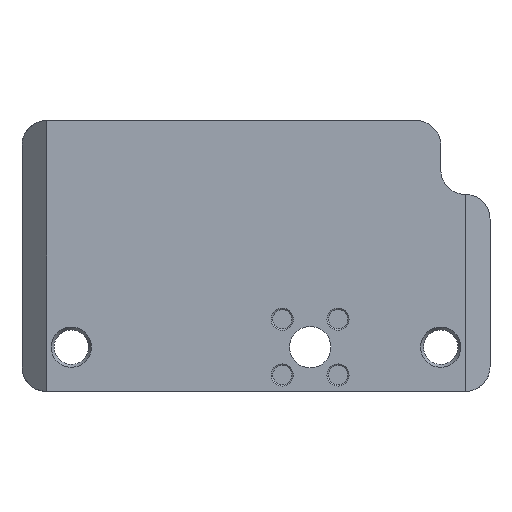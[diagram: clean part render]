
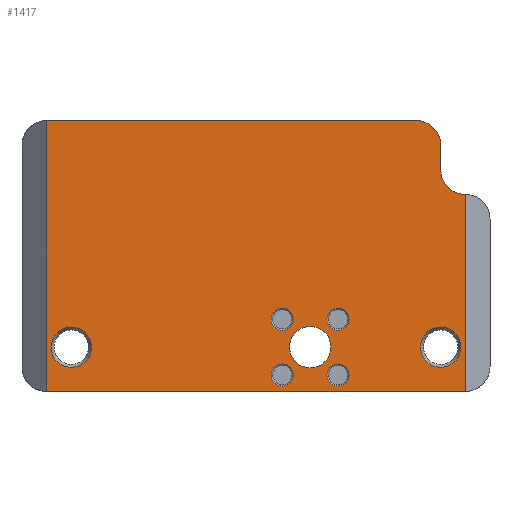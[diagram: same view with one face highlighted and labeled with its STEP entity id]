
A CAD part, front view. The second image highlights one B-rep face of the part: STEP entity #1417.
In plain terms, the highlighted planar face has unit normal (0, -1, 0).
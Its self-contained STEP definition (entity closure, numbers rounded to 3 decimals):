
#24=FACE_BOUND('',#228,.T.);
#25=FACE_BOUND('',#229,.T.);
#26=FACE_BOUND('',#230,.T.);
#27=FACE_BOUND('',#231,.T.);
#28=FACE_BOUND('',#232,.T.);
#29=FACE_BOUND('',#233,.T.);
#30=FACE_BOUND('',#234,.T.);
#65=PLANE('',#1547);
#140=FACE_OUTER_BOUND('',#227,.T.);
#227=EDGE_LOOP('',(#1054,#1055,#1056,#1057,#1058,#1059,#1060));
#228=EDGE_LOOP('',(#1061));
#229=EDGE_LOOP('',(#1062));
#230=EDGE_LOOP('',(#1063));
#231=EDGE_LOOP('',(#1064));
#232=EDGE_LOOP('',(#1065));
#233=EDGE_LOOP('',(#1066));
#234=EDGE_LOOP('',(#1067));
#318=LINE('',#2137,#438);
#323=LINE('',#2167,#443);
#337=LINE('',#2211,#457);
#342=LINE('',#2304,#462);
#343=LINE('',#2305,#463);
#438=VECTOR('',#1695,10.);
#443=VECTOR('',#1710,10.);
#457=VECTOR('',#1748,10.);
#462=VECTOR('',#1783,10.);
#463=VECTOR('',#1784,10.);
#556=CIRCLE('',#1514,5.);
#559=CIRCLE('',#1524,5.);
#572=CIRCLE('',#1548,4.077);
#573=CIRCLE('',#1549,4.077);
#574=CIRCLE('',#1550,4.2);
#575=CIRCLE('',#1551,2.25);
#576=CIRCLE('',#1552,2.25);
#577=CIRCLE('',#1553,2.25);
#578=CIRCLE('',#1554,2.25);
#629=VERTEX_POINT('',#2127);
#630=VERTEX_POINT('',#2129);
#632=VERTEX_POINT('',#2135);
#638=VERTEX_POINT('',#2166);
#640=VERTEX_POINT('',#2172);
#652=VERTEX_POINT('',#2199);
#656=VERTEX_POINT('',#2209);
#670=VERTEX_POINT('',#2306);
#671=VERTEX_POINT('',#2308);
#672=VERTEX_POINT('',#2310);
#673=VERTEX_POINT('',#2312);
#674=VERTEX_POINT('',#2314);
#675=VERTEX_POINT('',#2316);
#676=VERTEX_POINT('',#2318);
#764=EDGE_CURVE('',#629,#630,#556,.T.);
#768=EDGE_CURVE('',#629,#632,#318,.T.);
#776=EDGE_CURVE('',#630,#638,#323,.T.);
#780=EDGE_CURVE('',#640,#632,#559,.T.);
#798=EDGE_CURVE('',#656,#652,#337,.T.);
#817=EDGE_CURVE('',#652,#640,#342,.T.);
#818=EDGE_CURVE('',#638,#656,#343,.T.);
#819=EDGE_CURVE('',#670,#670,#572,.T.);
#820=EDGE_CURVE('',#671,#671,#573,.T.);
#821=EDGE_CURVE('',#672,#672,#574,.T.);
#822=EDGE_CURVE('',#673,#673,#575,.T.);
#823=EDGE_CURVE('',#674,#674,#576,.T.);
#824=EDGE_CURVE('',#675,#675,#577,.T.);
#825=EDGE_CURVE('',#676,#676,#578,.T.);
#1054=ORIENTED_EDGE('',*,*,#780,.F.);
#1055=ORIENTED_EDGE('',*,*,#817,.F.);
#1056=ORIENTED_EDGE('',*,*,#798,.F.);
#1057=ORIENTED_EDGE('',*,*,#818,.F.);
#1058=ORIENTED_EDGE('',*,*,#776,.F.);
#1059=ORIENTED_EDGE('',*,*,#764,.F.);
#1060=ORIENTED_EDGE('',*,*,#768,.T.);
#1061=ORIENTED_EDGE('',*,*,#819,.F.);
#1062=ORIENTED_EDGE('',*,*,#820,.F.);
#1063=ORIENTED_EDGE('',*,*,#821,.T.);
#1064=ORIENTED_EDGE('',*,*,#822,.T.);
#1065=ORIENTED_EDGE('',*,*,#823,.T.);
#1066=ORIENTED_EDGE('',*,*,#824,.T.);
#1067=ORIENTED_EDGE('',*,*,#825,.T.);
#1417=ADVANCED_FACE('',(#140,#24,#25,#26,#27,#28,#29,#30),#65,.T.);
#1514=AXIS2_PLACEMENT_3D('',#2130,#1688,#1689);
#1524=AXIS2_PLACEMENT_3D('',#2174,#1718,#1719);
#1547=AXIS2_PLACEMENT_3D('',#2303,#1781,#1782);
#1548=AXIS2_PLACEMENT_3D('',#2307,#1785,#1786);
#1549=AXIS2_PLACEMENT_3D('',#2309,#1787,#1788);
#1550=AXIS2_PLACEMENT_3D('',#2311,#1789,#1790);
#1551=AXIS2_PLACEMENT_3D('',#2313,#1791,#1792);
#1552=AXIS2_PLACEMENT_3D('',#2315,#1793,#1794);
#1553=AXIS2_PLACEMENT_3D('',#2317,#1795,#1796);
#1554=AXIS2_PLACEMENT_3D('',#2319,#1797,#1798);
#1688=DIRECTION('center_axis',(0.,-1.,0.));
#1689=DIRECTION('ref_axis',(-0.707,0.,-0.707));
#1695=DIRECTION('',(0.,0.,1.));
#1710=DIRECTION('',(0.,0.,-1.));
#1718=DIRECTION('center_axis',(0.,1.,0.));
#1719=DIRECTION('ref_axis',(0.707,0.,0.707));
#1748=DIRECTION('',(0.,0.,1.));
#1781=DIRECTION('center_axis',(0.,-1.,0.));
#1782=DIRECTION('ref_axis',(-1.,0.,0.));
#1783=DIRECTION('',(1.,0.,0.));
#1784=DIRECTION('',(-1.,0.,0.));
#1785=DIRECTION('center_axis',(0.,-1.,0.));
#1786=DIRECTION('ref_axis',(-1.,0.,0.));
#1787=DIRECTION('center_axis',(0.,-1.,0.));
#1788=DIRECTION('ref_axis',(-1.,0.,0.));
#1789=DIRECTION('center_axis',(0.,1.,0.));
#1790=DIRECTION('ref_axis',(1.,0.,0.));
#1791=DIRECTION('center_axis',(0.,1.,0.));
#1792=DIRECTION('ref_axis',(1.,0.,0.));
#1793=DIRECTION('center_axis',(0.,1.,0.));
#1794=DIRECTION('ref_axis',(1.,0.,0.));
#1795=DIRECTION('center_axis',(0.,1.,0.));
#1796=DIRECTION('ref_axis',(1.,0.,0.));
#1797=DIRECTION('center_axis',(0.,1.,0.));
#1798=DIRECTION('ref_axis',(1.,0.,0.));
#2127=CARTESIAN_POINT('',(37.5,-9.,-10.));
#2129=CARTESIAN_POINT('',(42.5,-9.,-15.));
#2130=CARTESIAN_POINT('Origin',(42.5,-9.,-10.));
#2135=CARTESIAN_POINT('',(37.5,-9.,-5.));
#2137=CARTESIAN_POINT('',(37.5,-9.,0.));
#2166=CARTESIAN_POINT('',(42.5,-9.,-55.));
#2167=CARTESIAN_POINT('',(42.5,-9.,0.));
#2172=CARTESIAN_POINT('',(32.5,-9.,0.));
#2174=CARTESIAN_POINT('Origin',(32.5,-9.,-5.));
#2199=CARTESIAN_POINT('',(-42.5,-9.,0.));
#2209=CARTESIAN_POINT('',(-42.5,-9.,-55.));
#2211=CARTESIAN_POINT('',(-42.5,-9.,0.));
#2303=CARTESIAN_POINT('Origin',(47.5,-9.,0.));
#2304=CARTESIAN_POINT('',(-47.5,-9.,0.));
#2305=CARTESIAN_POINT('',(-47.5,-9.,-55.));
#2306=CARTESIAN_POINT('',(41.577,-9.,-46.));
#2307=CARTESIAN_POINT('Origin',(37.5,-9.,-46.));
#2308=CARTESIAN_POINT('',(-33.423,-9.,-46.));
#2309=CARTESIAN_POINT('Origin',(-37.5,-9.,-46.));
#2310=CARTESIAN_POINT('',(6.8,-9.,-46.));
#2311=CARTESIAN_POINT('Origin',(11.,-9.,-46.));
#2312=CARTESIAN_POINT('',(14.407,-9.,-51.657));
#2313=CARTESIAN_POINT('Origin',(16.657,-9.,-51.657));
#2314=CARTESIAN_POINT('',(3.093,-9.,-40.343));
#2315=CARTESIAN_POINT('Origin',(5.343,-9.,-40.343));
#2316=CARTESIAN_POINT('',(3.093,-9.,-51.657));
#2317=CARTESIAN_POINT('Origin',(5.343,-9.,-51.657));
#2318=CARTESIAN_POINT('',(14.407,-9.,-40.343));
#2319=CARTESIAN_POINT('Origin',(16.657,-9.,-40.343));
